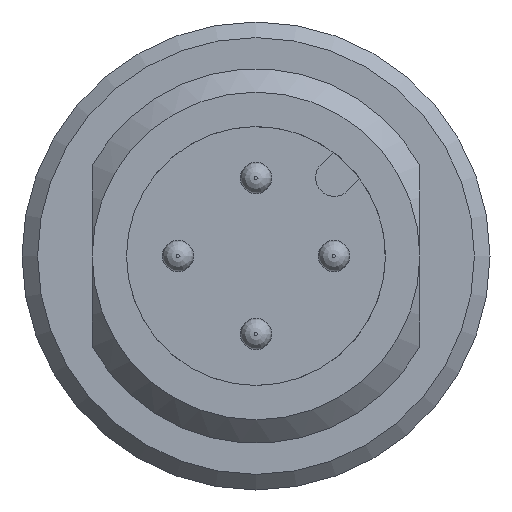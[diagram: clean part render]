
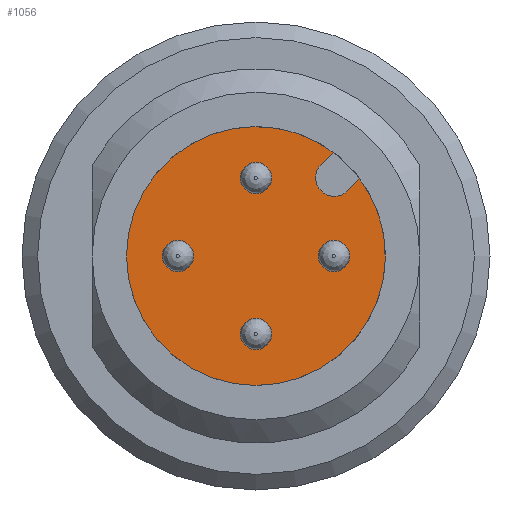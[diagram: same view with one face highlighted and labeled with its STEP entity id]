
A CAD part, left-side view. The second image highlights one B-rep face of the part: STEP entity #1056.
In plain terms, the highlighted planar face has unit normal (-1, 0, 0).
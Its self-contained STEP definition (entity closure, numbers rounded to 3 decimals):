
#566=CARTESIAN_POINT('',(-7.2,-3.0,0.));
#567=VERTEX_POINT('',#566);
#568=CARTESIAN_POINT('',(-7.2,-2.5,0.));
#569=DIRECTION('',(1.0,0.0,0.0));
#570=DIRECTION('',(0.0,1.0,0.0));
#571=AXIS2_PLACEMENT_3D('',#568,#569,#570);
#572=CIRCLE('',#571,0.5);
#573=EDGE_CURVE('',#567,#567,#572,.T.);
#671=CARTESIAN_POINT('',(-7.2,-0.5,-2.5));
#672=VERTEX_POINT('',#671);
#673=CARTESIAN_POINT('',(-7.2,0.,-2.5));
#674=DIRECTION('',(1.0,0.0,0.0));
#675=DIRECTION('',(0.0,1.0,0.0));
#676=AXIS2_PLACEMENT_3D('',#673,#674,#675);
#677=CIRCLE('',#676,0.5);
#678=EDGE_CURVE('',#672,#672,#677,.T.);
#776=CARTESIAN_POINT('',(-7.2,-0.5,2.5));
#777=VERTEX_POINT('',#776);
#778=CARTESIAN_POINT('',(-7.2,0.,2.5));
#779=DIRECTION('',(1.0,0.0,0.0));
#780=DIRECTION('',(0.0,1.0,0.0));
#781=AXIS2_PLACEMENT_3D('',#778,#779,#780);
#782=CIRCLE('',#781,0.5);
#783=EDGE_CURVE('',#777,#777,#782,.T.);
#881=CARTESIAN_POINT('',(-7.2,2.0,0.));
#882=VERTEX_POINT('',#881);
#883=CARTESIAN_POINT('',(-7.2,2.5,0.));
#884=DIRECTION('',(1.0,0.0,0.0));
#885=DIRECTION('',(0.0,1.0,0.0));
#886=AXIS2_PLACEMENT_3D('',#883,#884,#885);
#887=CIRCLE('',#886,0.5);
#888=EDGE_CURVE('',#882,#882,#887,.T.);
#920=CARTESIAN_POINT('',(-7.2,-2.479,3.328));
#921=VERTEX_POINT('',#920);
#928=CARTESIAN_POINT('',(-7.2,-2.086,2.934));
#929=VERTEX_POINT('',#928);
#930=CARTESIAN_POINT('',(-7.2,-2.086,2.934));
#931=DIRECTION('',(0.0,-0.707,0.707));
#932=VECTOR('',#931,0.556);
#933=LINE('',#930,#932);
#934=EDGE_CURVE('',#929,#921,#933,.T.);
#960=CARTESIAN_POINT('',(-7.2,-2.934,2.086));
#961=VERTEX_POINT('',#960);
#968=CARTESIAN_POINT('',(-7.2,-3.328,2.479));
#969=VERTEX_POINT('',#968);
#970=CARTESIAN_POINT('',(-7.2,-3.328,2.479));
#971=DIRECTION('',(0.0,0.707,-0.707));
#972=VECTOR('',#971,0.556);
#973=LINE('',#970,#972);
#974=EDGE_CURVE('',#969,#961,#973,.T.);
#998=CARTESIAN_POINT('',(-7.2,-2.51,2.51));
#999=DIRECTION('',(1.0,0.0,0.0));
#1000=DIRECTION('',(0.0,0.707,0.707));
#1001=AXIS2_PLACEMENT_3D('',#998,#999,#1000);
#1002=CIRCLE('',#1001,0.6);
#1003=EDGE_CURVE('',#961,#929,#1002,.T.);
#1027=CARTESIAN_POINT('',(-7.2,2.075,0.));
#1028=DIRECTION('',(-1.0,0.0,0.0));
#1029=DIRECTION('',(0.0,0.0,-1.0));
#1030=AXIS2_PLACEMENT_3D('',#1027,#1028,#1029);
#1031=PLANE('',#1030);
#1032=ORIENTED_EDGE('',*,*,#974,.T.);
#1033=ORIENTED_EDGE('',*,*,#1003,.T.);
#1034=ORIENTED_EDGE('',*,*,#934,.T.);
#1035=CARTESIAN_POINT('',(-7.2,0.0,0.0));
#1036=DIRECTION('',(-1.0,0.0,0.0));
#1037=DIRECTION('',(0.0,1.0,0.0));
#1038=AXIS2_PLACEMENT_3D('',#1035,#1036,#1037);
#1039=CIRCLE('',#1038,4.15);
#1040=EDGE_CURVE('',#921,#969,#1039,.T.);
#1041=ORIENTED_EDGE('',*,*,#1040,.T.);
#1042=EDGE_LOOP('',(#1032,#1033,#1034,#1041));
#1043=FACE_OUTER_BOUND('',#1042,.T.);
#1044=ORIENTED_EDGE('',*,*,#888,.T.);
#1045=EDGE_LOOP('',(#1044));
#1046=FACE_BOUND('',#1045,.T.);
#1047=ORIENTED_EDGE('',*,*,#783,.T.);
#1048=EDGE_LOOP('',(#1047));
#1049=FACE_BOUND('',#1048,.T.);
#1050=ORIENTED_EDGE('',*,*,#573,.T.);
#1051=EDGE_LOOP('',(#1050));
#1052=FACE_BOUND('',#1051,.T.);
#1053=ORIENTED_EDGE('',*,*,#678,.T.);
#1054=EDGE_LOOP('',(#1053));
#1055=FACE_BOUND('',#1054,.T.);
#1056=ADVANCED_FACE('',(#1043,#1046,#1049,#1052,#1055),#1031,.T.);
